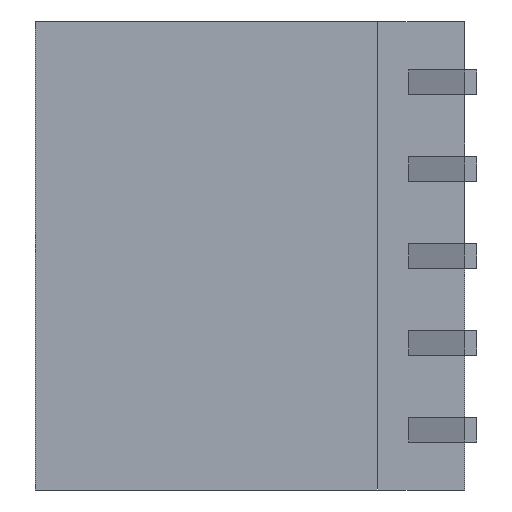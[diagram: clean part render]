
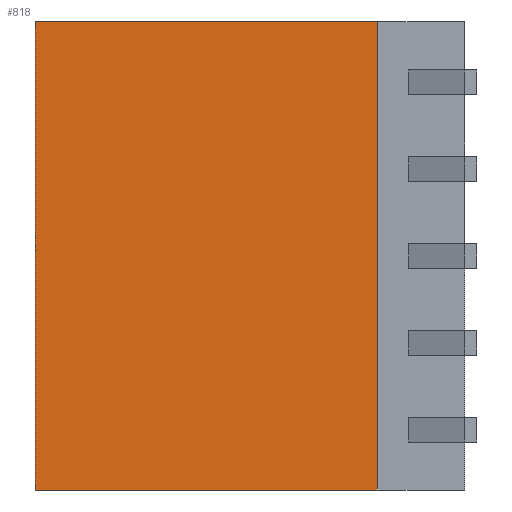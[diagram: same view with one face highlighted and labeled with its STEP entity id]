
A CAD part, left-side view. The second image highlights one B-rep face of the part: STEP entity #818.
In plain terms, the highlighted planar face has unit normal (-1, 0, 0).
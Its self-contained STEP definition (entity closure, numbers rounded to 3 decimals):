
#132 = VERTEX_POINT ( 'NONE', #2252 ) ;
#490 = VECTOR ( 'NONE', #1309, 1000. ) ;
#717 = EDGE_CURVE ( 'NONE', #4844, #132, #11189, .T. ) ;
#818 = ADVANCED_FACE ( 'NONE', ( #6008 ), #11416, .F. ) ;
#1309 = DIRECTION ( 'NONE',  ( 0., 1., 0. ) ) ;
#1354 = EDGE_CURVE ( 'NONE', #10246, #11324, #2404, .T. ) ;
#2252 = CARTESIAN_POINT ( 'NONE',  ( -6.5, 12.35, -6.73 ) ) ;
#2336 = CARTESIAN_POINT ( 'NONE',  ( -6.5, 12.35, 6.73 ) ) ;
#2404 = LINE ( 'NONE', #2336, #6823 ) ;
#3005 = CARTESIAN_POINT ( 'NONE',  ( -6.5, 12.35, 2.243 ) ) ;
#3250 = EDGE_CURVE ( 'NONE', #132, #11324, #6021, .T. ) ;
#4157 = DIRECTION ( 'NONE',  ( 0., 0., -1. ) ) ;
#4296 = EDGE_CURVE ( 'NONE', #10246, #4844, #7693, .T. ) ;
#4844 = VERTEX_POINT ( 'NONE', #9470 ) ;
#5176 = DIRECTION ( 'NONE',  ( 1., 0., 0. ) ) ;
#5522 = ORIENTED_EDGE ( 'NONE', *, *, #3250, .F. ) ;
#5984 = DIRECTION ( 'NONE',  ( 0., 1., 0. ) ) ;
#6008 = FACE_OUTER_BOUND ( 'NONE', #8493, .T. ) ;
#6021 = B_SPLINE_CURVE_WITH_KNOTS ( 'NONE', 3,
 ( #10829, #7167, #3005, #11192 ),
 .UNSPECIFIED., .F., .F.,
 ( 4, 4 ),
 ( 0., 1. ),
 .UNSPECIFIED. ) ;
#6054 = CARTESIAN_POINT ( 'NONE',  ( -6.5, 2.51, 6.73 ) ) ;
#6521 = CARTESIAN_POINT ( 'NONE',  ( -6.5, 2.51, -6.73 ) ) ;
#6591 = CARTESIAN_POINT ( 'NONE',  ( -6.5, 12.35, -6.73 ) ) ;
#6823 = VECTOR ( 'NONE', #5984, 1000. ) ;
#7167 = CARTESIAN_POINT ( 'NONE',  ( -6.5, 12.35, -2.243 ) ) ;
#7466 = CARTESIAN_POINT ( 'NONE',  ( -6.5, 12.35, 6.73 ) ) ;
#7608 = VECTOR ( 'NONE', #8422, 1000. ) ;
#7693 = LINE ( 'NONE', #6521, #7608 ) ;
#8422 = DIRECTION ( 'NONE',  ( 0., 0., -1. ) ) ;
#8493 = EDGE_LOOP ( 'NONE', ( #9962, #9050, #5522, #11106 ) ) ;
#9050 = ORIENTED_EDGE ( 'NONE', *, *, #1354, .T. ) ;
#9470 = CARTESIAN_POINT ( 'NONE',  ( -6.5, 2.51, -6.73 ) ) ;
#9962 = ORIENTED_EDGE ( 'NONE', *, *, #4296, .F. ) ;
#10246 = VERTEX_POINT ( 'NONE', #6054 ) ;
#10829 = CARTESIAN_POINT ( 'NONE',  ( -6.5, 12.35, -6.73 ) ) ;
#11106 = ORIENTED_EDGE ( 'NONE', *, *, #717, .F. ) ;
#11189 = LINE ( 'NONE', #6591, #490 ) ;
#11192 = CARTESIAN_POINT ( 'NONE',  ( -6.5, 12.35, 6.73 ) ) ;
#11202 = AXIS2_PLACEMENT_3D ( 'NONE', #11469, #5176, #4157 ) ;
#11324 = VERTEX_POINT ( 'NONE', #7466 ) ;
#11416 = PLANE ( 'NONE',  #11202 ) ;
#11469 = CARTESIAN_POINT ( 'NONE',  ( -6.5, 12.35, -6.73 ) ) ;
